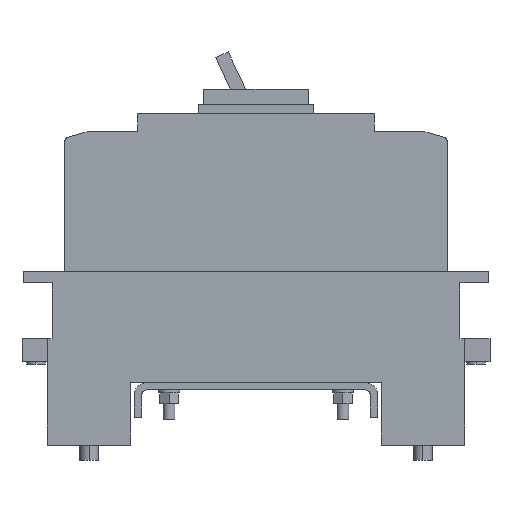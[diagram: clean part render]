
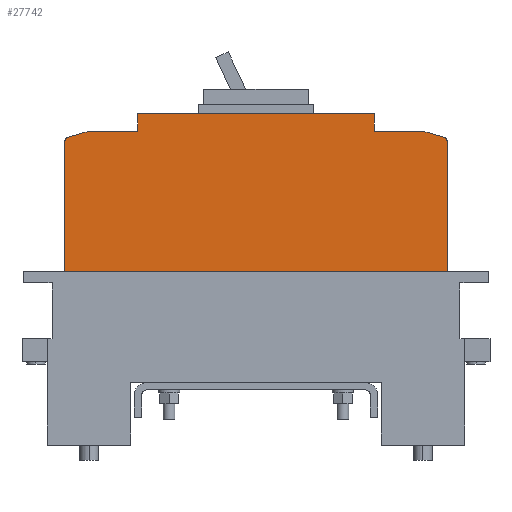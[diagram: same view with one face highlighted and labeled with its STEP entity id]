
A CAD part, left-side view. The second image highlights one B-rep face of the part: STEP entity #27742.
In plain terms, the highlighted planar face has unit normal (-1, 0, 0).
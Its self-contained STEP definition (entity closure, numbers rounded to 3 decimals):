
#19 = CIRCLE ( 'NONE', #17874, 2. ) ;
#715 = EDGE_CURVE ( 'NONE', #3183, #19580, #19, .T. ) ;
#811 = ORIENTED_EDGE ( 'NONE', *, *, #1341, .F. ) ;
#824 = PLANE ( 'NONE',  #3303 ) ;
#840 = VERTEX_POINT ( 'NONE', #24833 ) ;
#1071 = ORIENTED_EDGE ( 'NONE', *, *, #1549, .F. ) ;
#1341 = EDGE_CURVE ( 'NONE', #10406, #19580, #12985, .T. ) ;
#1443 = VECTOR ( 'NONE', #4724, 1000. ) ;
#1549 = EDGE_CURVE ( 'NONE', #22974, #10406, #27444, .T. ) ;
#2153 = ORIENTED_EDGE ( 'NONE', *, *, #23239, .T. ) ;
#2270 = CARTESIAN_POINT ( 'NONE',  ( -52.5, -82.5, 68. ) ) ;
#2331 = VERTEX_POINT ( 'NONE', #22973 ) ;
#2721 = ORIENTED_EDGE ( 'NONE', *, *, #27092, .F. ) ;
#3183 = VERTEX_POINT ( 'NONE', #28939 ) ;
#3303 = AXIS2_PLACEMENT_3D ( 'NONE', #19299, #10111, #26294 ) ;
#3308 = DIRECTION ( 'NONE',  ( 0., -0.962, 0.275 ) ) ;
#3573 = CARTESIAN_POINT ( 'NONE',  ( -52.5, 82.5, 60.5 ) ) ;
#3762 = CARTESIAN_POINT ( 'NONE',  ( -52.5, 80.5, 55.991 ) ) ;
#4088 = DIRECTION ( 'NONE',  ( 0., 0., 1. ) ) ;
#4140 = VECTOR ( 'NONE', #21320, 1000. ) ;
#4538 = DIRECTION ( 'NONE',  ( 0., 0., 1. ) ) ;
#4631 = CARTESIAN_POINT ( 'NONE',  ( -52.5, -51., 60.5 ) ) ;
#4724 = DIRECTION ( 'NONE',  ( 0., -1., 0. ) ) ;
#4738 = DIRECTION ( 'NONE',  ( 0., 1., 0. ) ) ;
#5210 = CARTESIAN_POINT ( 'NONE',  ( -52.5, 82.5, 68. ) ) ;
#5644 = EDGE_CURVE ( 'NONE', #22974, #20982, #21915, .T. ) ;
#5828 = EDGE_CURVE ( 'NONE', #16476, #840, #22254, .T. ) ;
#6101 = DIRECTION ( 'NONE',  ( 0., 1., 0. ) ) ;
#7495 = ORIENTED_EDGE ( 'NONE', *, *, #29091, .F. ) ;
#7877 = EDGE_CURVE ( 'NONE', #12051, #16476, #26577, .T. ) ;
#8497 = ORIENTED_EDGE ( 'NONE', *, *, #7877, .T. ) ;
#9542 = LINE ( 'NONE', #2270, #27274 ) ;
#9708 = ORIENTED_EDGE ( 'NONE', *, *, #11372, .F. ) ;
#9968 = CARTESIAN_POINT ( 'NONE',  ( -52.5, 51., 60.5 ) ) ;
#10054 = ORIENTED_EDGE ( 'NONE', *, *, #10505, .F. ) ;
#10081 = CARTESIAN_POINT ( 'NONE',  ( -52.5, 82.5, 57.5 ) ) ;
#10111 = DIRECTION ( 'NONE',  ( 1., 0., 0. ) ) ;
#10406 = VERTEX_POINT ( 'NONE', #12918 ) ;
#10505 = EDGE_CURVE ( 'NONE', #28329, #16534, #16460, .T. ) ;
#10579 = VECTOR ( 'NONE', #15226, 1000. ) ;
#11372 = EDGE_CURVE ( 'NONE', #2331, #28329, #16713, .T. ) ;
#12051 = VERTEX_POINT ( 'NONE', #22504 ) ;
#12239 = EDGE_CURVE ( 'NONE', #16534, #20982, #14486, .T. ) ;
#12329 = DIRECTION ( 'NONE',  ( 0., -0.962, -0.275 ) ) ;
#12918 = CARTESIAN_POINT ( 'NONE',  ( -52.5, -72., 60.5 ) ) ;
#12985 = LINE ( 'NONE', #17236, #18368 ) ;
#13502 = ORIENTED_EDGE ( 'NONE', *, *, #5828, .T. ) ;
#14486 = LINE ( 'NONE', #23292, #1443 ) ;
#15186 = ORIENTED_EDGE ( 'NONE', *, *, #715, .T. ) ;
#15226 = DIRECTION ( 'NONE',  ( 0., -1., 0. ) ) ;
#15402 = VECTOR ( 'NONE', #23687, 1000. ) ;
#15819 = VERTEX_POINT ( 'NONE', #21897 ) ;
#16270 = ORIENTED_EDGE ( 'NONE', *, *, #12239, .F. ) ;
#16460 = LINE ( 'NONE', #24897, #21904 ) ;
#16476 = VERTEX_POINT ( 'NONE', #17555 ) ;
#16534 = VERTEX_POINT ( 'NONE', #29370 ) ;
#16713 = LINE ( 'NONE', #3573, #10579 ) ;
#16913 = VECTOR ( 'NONE', #3308, 1000. ) ;
#17236 = CARTESIAN_POINT ( 'NONE',  ( -52.5, -72., 60.5 ) ) ;
#17555 = CARTESIAN_POINT ( 'NONE',  ( -52.5, 82.5, 55.991 ) ) ;
#17874 = AXIS2_PLACEMENT_3D ( 'NONE', #21209, #25438, #4738 ) ;
#18368 = VECTOR ( 'NONE', #12329, 1000. ) ;
#18458 = AXIS2_PLACEMENT_3D ( 'NONE', #3762, #19922, #6101 ) ;
#18953 = CARTESIAN_POINT ( 'NONE',  ( -52.5, 82.5, 0. ) ) ;
#19299 = CARTESIAN_POINT ( 'NONE',  ( -52.5, 82.5, 68. ) ) ;
#19580 = VERTEX_POINT ( 'NONE', #22328 ) ;
#19922 = DIRECTION ( 'NONE',  ( -1., 0., 0. ) ) ;
#20403 = DIRECTION ( 'NONE',  ( 0., -1., 0. ) ) ;
#20982 = VERTEX_POINT ( 'NONE', #21772 ) ;
#21189 = VECTOR ( 'NONE', #4538, 1000. ) ;
#21209 = CARTESIAN_POINT ( 'NONE',  ( -52.5, -80.5, 55.991 ) ) ;
#21309 = VECTOR ( 'NONE', #20403, 1000. ) ;
#21320 = DIRECTION ( 'NONE',  ( 0., -1., 0. ) ) ;
#21772 = CARTESIAN_POINT ( 'NONE',  ( -52.5, -51., 68. ) ) ;
#21897 = CARTESIAN_POINT ( 'NONE',  ( -52.5, -82.5, 0. ) ) ;
#21904 = VECTOR ( 'NONE', #4088, 1000. ) ;
#21915 = LINE ( 'NONE', #4631, #21189 ) ;
#22254 = LINE ( 'NONE', #5210, #15402 ) ;
#22328 = CARTESIAN_POINT ( 'NONE',  ( -52.5, -81.049, 57.914 ) ) ;
#22504 = CARTESIAN_POINT ( 'NONE',  ( -52.5, 81.049, 57.914 ) ) ;
#22932 = CARTESIAN_POINT ( 'NONE',  ( -52.5, -82.5, 60.5 ) ) ;
#22973 = CARTESIAN_POINT ( 'NONE',  ( -52.5, 72., 60.5 ) ) ;
#22974 = VERTEX_POINT ( 'NONE', #24737 ) ;
#23070 = LINE ( 'NONE', #10081, #16913 ) ;
#23239 = EDGE_CURVE ( 'NONE', #840, #15819, #28698, .T. ) ;
#23292 = CARTESIAN_POINT ( 'NONE',  ( -52.5, 82.5, 68. ) ) ;
#23687 = DIRECTION ( 'NONE',  ( 0., 0., -1. ) ) ;
#23953 = FACE_OUTER_BOUND ( 'NONE', #29706, .T. ) ;
#24737 = CARTESIAN_POINT ( 'NONE',  ( -52.5, -51., 60.5 ) ) ;
#24833 = CARTESIAN_POINT ( 'NONE',  ( -52.5, 82.5, 0. ) ) ;
#24897 = CARTESIAN_POINT ( 'NONE',  ( -52.5, 51., 60.5 ) ) ;
#25222 = DIRECTION ( 'NONE',  ( 0., 0., -1. ) ) ;
#25438 = DIRECTION ( 'NONE',  ( -1., 0., 0. ) ) ;
#26294 = DIRECTION ( 'NONE',  ( 0., 1., 0. ) ) ;
#26394 = ORIENTED_EDGE ( 'NONE', *, *, #5644, .T. ) ;
#26577 = CIRCLE ( 'NONE', #18458, 2. ) ;
#27092 = EDGE_CURVE ( 'NONE', #3183, #15819, #9542, .T. ) ;
#27274 = VECTOR ( 'NONE', #25222, 1000. ) ;
#27444 = LINE ( 'NONE', #22932, #21309 ) ;
#27742 = ADVANCED_FACE ( 'NONE', ( #23953 ), #824, .F. ) ;
#28329 = VERTEX_POINT ( 'NONE', #9968 ) ;
#28698 = LINE ( 'NONE', #18953, #4140 ) ;
#28939 = CARTESIAN_POINT ( 'NONE',  ( -52.5, -82.5, 55.991 ) ) ;
#29091 = EDGE_CURVE ( 'NONE', #12051, #2331, #23070, .T. ) ;
#29370 = CARTESIAN_POINT ( 'NONE',  ( -52.5, 51., 68. ) ) ;
#29706 = EDGE_LOOP ( 'NONE', ( #7495, #8497, #13502, #2153, #2721, #15186, #811, #1071, #26394, #16270, #10054, #9708 ) ) ;
